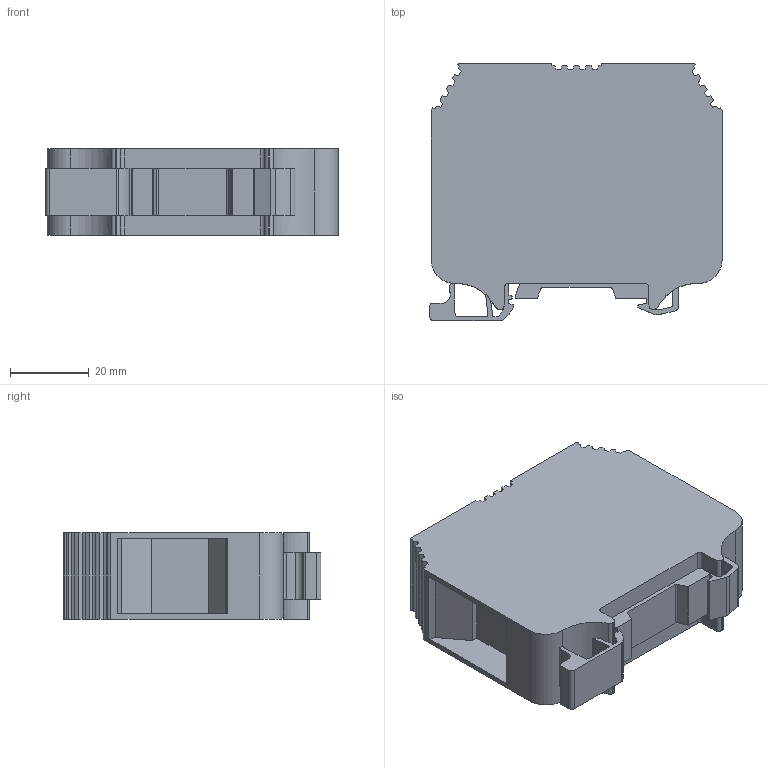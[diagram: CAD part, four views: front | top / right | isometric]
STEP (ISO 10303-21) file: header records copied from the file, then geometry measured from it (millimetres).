
FILE_DESCRIPTION (( 'STEP AP203' ), '1' );
FILE_NAME ('KN-T2_0BLU.STEP', '2024-08-22T16:41:59', ( '' ), ( '' ), 'SwSTEP 2.0', 'SolidWorks 2023', '' );
FILE_SCHEMA (( 'CONFIG_CONTROL_DESIGN' ));
Length unit declared in the file: millimetre
Products named in the file (1): KN-T2_0BLU
Bounding box: 74.29 x 65.53 x 22 mm (x, y, z)
Volume: 83687.9 mm3; surface area: 17305.9 mm2
Topology: 1 solids, 1 shells, 185 faces, 549 edges, 366 vertices
Faces by surface type: plane 139, cylinder 46
Entity records: 6258 total; most frequent: CARTESIAN_POINT 1101, ORIENTED_EDGE 1098, DIRECTION 1027, EDGE_CURVE 549, VECTOR 443, LINE 443, VERTEX_POINT 366, AXIS2_PLACEMENT_3D 292
